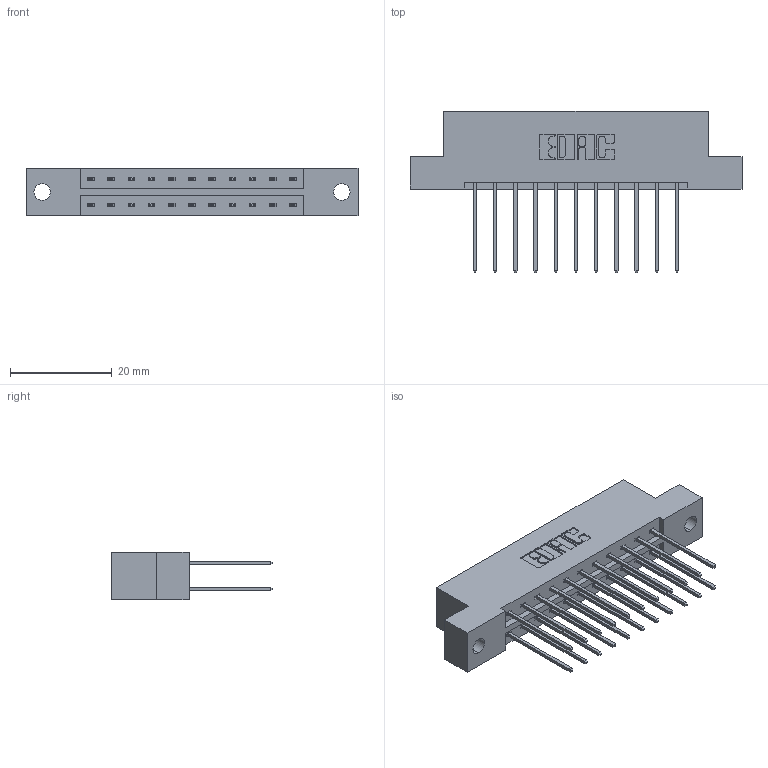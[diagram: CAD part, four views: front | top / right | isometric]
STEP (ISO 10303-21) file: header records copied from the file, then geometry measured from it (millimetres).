
FILE_DESCRIPTION (( 'STEP AP203' ), '1' );
FILE_NAME ('333-022-542-202.STEP', '2018-08-02T02:23:36', ( '' ), ( '' ), 'SwSTEP 2.0', 'SolidWorks 2016', '' );
FILE_SCHEMA (( 'CONFIG_CONTROL_DESIGN' ));
Length unit declared in the file: inch
Products named in the file (3): 333 Part_Flush - .128 Dia; 345-292-001_345-293-142; 333-022-542-202
Assembly tree (23 placements, depth 2):
  333-022-542-202
    333 Part_Flush - .128 Dia
    345-292-001_345-293-142  x22
Bounding box: 65.13 x 31.63 x 9.4 mm (x, y, z)
Volume: 6424.9 mm3; surface area: 7496.8 mm2
Topology: 23 solids, 23 shells, 1258 faces, 3721 edges, 2450 vertices
Faces by surface type: plane 862, cylinder 396
Entity records: 11107 total; most frequent: CARTESIAN_POINT 1878, ORIENTED_EDGE 1814, DIRECTION 1659, EDGE_CURVE 907, LINE 779, VECTOR 779, VERTEX_POINT 602, AXIS2_PLACEMENT_3D 440
